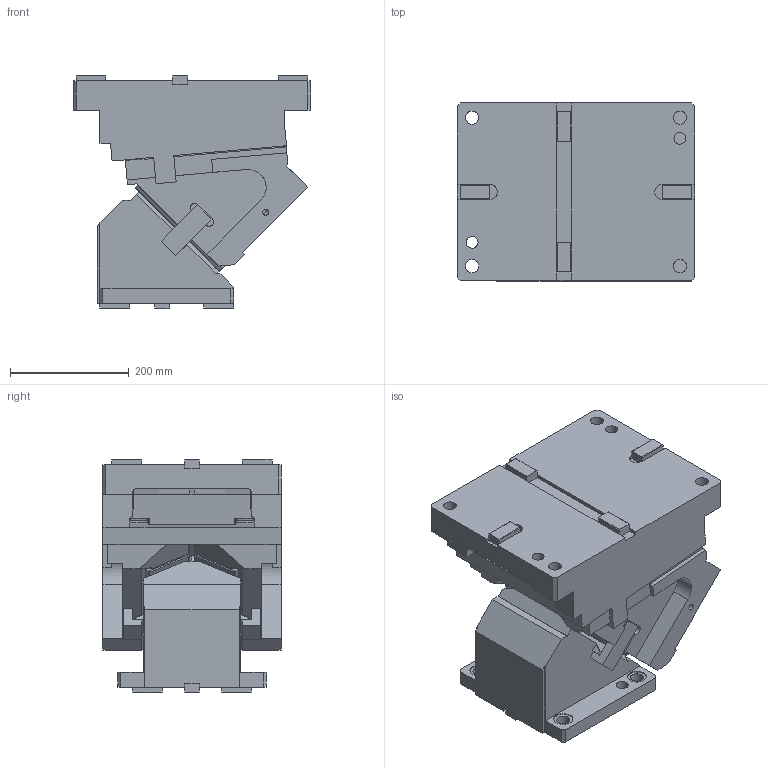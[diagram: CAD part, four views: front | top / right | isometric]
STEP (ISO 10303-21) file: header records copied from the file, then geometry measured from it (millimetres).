
FILE_DESCRIPTION(('CATIA V5 STEP Exchange'),'2;1');
FILE_NAME('CACV_300_45.stp','2015-04-24T14:17:13+00:00',('none'),('none'),'CATIA Version 5 Release 19 SP 2 (IN-10)','CATIA V5 STEP AP203','none');
FILE_SCHEMA(('CONFIG_CONTROL_DESIGN'));
Length unit declared in the file: millimetre
Products named in the file (1): CACV_300_45
Bounding box: 400 x 300 x 393 mm (x, y, z)
Volume: 23640010.8 mm3; surface area: 1236070.6 mm2
Topology: 3 solids, 9 shells, 600 faces, 1727 edges, 1123 vertices
Faces by surface type: plane 409, cylinder 151, cone 18, bspline 12, extrusion 6, torus 4
Entity records: 20103 total; most frequent: CARTESIAN_POINT 5179, ORIENTED_EDGE 3362, DIRECTION 2574, EDGE_CURVE 1681, VECTOR 1355, LINE 1349, VERTEX_POINT 1111, AXIS2_PLACEMENT_3D 697
